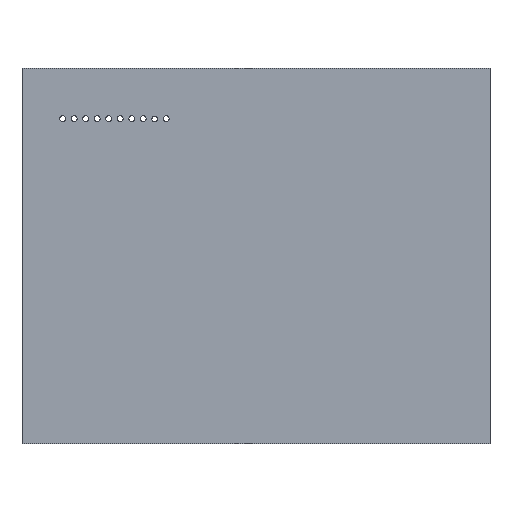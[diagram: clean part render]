
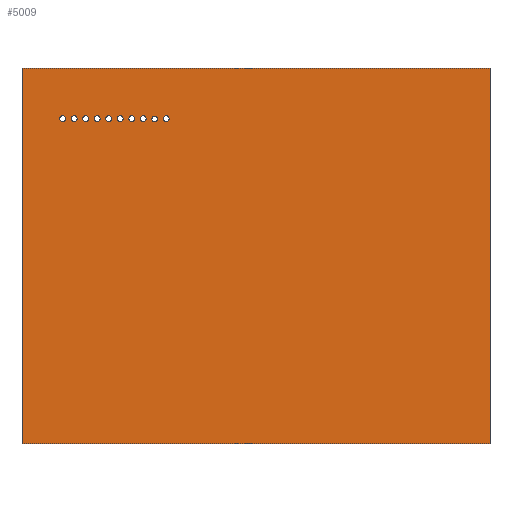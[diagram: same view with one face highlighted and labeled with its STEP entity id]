
A CAD part, top view. The second image highlights one B-rep face of the part: STEP entity #5009.
In plain terms, the highlighted planar face has unit normal (0, 0, 1).
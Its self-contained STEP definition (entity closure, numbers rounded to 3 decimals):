
#37=FACE_BOUND('',#608,.T.);
#38=FACE_BOUND('',#609,.T.);
#39=FACE_BOUND('',#610,.T.);
#40=FACE_BOUND('',#611,.T.);
#41=FACE_BOUND('',#612,.T.);
#42=FACE_BOUND('',#613,.T.);
#43=FACE_BOUND('',#614,.T.);
#44=FACE_BOUND('',#615,.T.);
#45=FACE_BOUND('',#616,.T.);
#46=FACE_BOUND('',#617,.T.);
#118=PLANE('',#5449);
#306=FACE_OUTER_BOUND('',#607,.T.);
#607=EDGE_LOOP('',(#3829,#3830,#3831,#3832));
#608=EDGE_LOOP('',(#3833));
#609=EDGE_LOOP('',(#3834));
#610=EDGE_LOOP('',(#3835));
#611=EDGE_LOOP('',(#3836));
#612=EDGE_LOOP('',(#3837));
#613=EDGE_LOOP('',(#3838));
#614=EDGE_LOOP('',(#3839));
#615=EDGE_LOOP('',(#3840));
#616=EDGE_LOOP('',(#3841));
#617=EDGE_LOOP('',(#3842));
#1050=LINE('',#8099,#1559);
#1063=LINE('',#8125,#1572);
#1064=LINE('',#8126,#1573);
#1065=LINE('',#8127,#1574);
#1559=VECTOR('',#6395,10.);
#1572=VECTOR('',#6412,10.);
#1573=VECTOR('',#6413,10.);
#1574=VECTOR('',#6414,10.);
#2003=CIRCLE('',#5450,0.75);
#2004=CIRCLE('',#5451,0.75);
#2005=CIRCLE('',#5452,0.75);
#2006=CIRCLE('',#5453,0.75);
#2007=CIRCLE('',#5454,0.75);
#2008=CIRCLE('',#5455,0.75);
#2009=CIRCLE('',#5456,0.75);
#2010=CIRCLE('',#5457,0.75);
#2011=CIRCLE('',#5458,0.75);
#2012=CIRCLE('',#5459,0.75);
#2402=VERTEX_POINT('',#8096);
#2403=VERTEX_POINT('',#8098);
#2413=VERTEX_POINT('',#8123);
#2414=VERTEX_POINT('',#8124);
#2415=VERTEX_POINT('',#8128);
#2416=VERTEX_POINT('',#8130);
#2417=VERTEX_POINT('',#8132);
#2418=VERTEX_POINT('',#8134);
#2419=VERTEX_POINT('',#8136);
#2420=VERTEX_POINT('',#8138);
#2421=VERTEX_POINT('',#8140);
#2422=VERTEX_POINT('',#8142);
#2423=VERTEX_POINT('',#8144);
#2424=VERTEX_POINT('',#8146);
#2949=EDGE_CURVE('',#2403,#2402,#1050,.T.);
#2962=EDGE_CURVE('',#2413,#2414,#1063,.T.);
#2963=EDGE_CURVE('',#2414,#2403,#1064,.T.);
#2964=EDGE_CURVE('',#2402,#2413,#1065,.T.);
#2965=EDGE_CURVE('',#2415,#2415,#2003,.T.);
#2966=EDGE_CURVE('',#2416,#2416,#2004,.T.);
#2967=EDGE_CURVE('',#2417,#2417,#2005,.T.);
#2968=EDGE_CURVE('',#2418,#2418,#2006,.T.);
#2969=EDGE_CURVE('',#2419,#2419,#2007,.T.);
#2970=EDGE_CURVE('',#2420,#2420,#2008,.T.);
#2971=EDGE_CURVE('',#2421,#2421,#2009,.T.);
#2972=EDGE_CURVE('',#2422,#2422,#2010,.T.);
#2973=EDGE_CURVE('',#2423,#2423,#2011,.T.);
#2974=EDGE_CURVE('',#2424,#2424,#2012,.T.);
#3829=ORIENTED_EDGE('',*,*,#2962,.T.);
#3830=ORIENTED_EDGE('',*,*,#2963,.T.);
#3831=ORIENTED_EDGE('',*,*,#2949,.T.);
#3832=ORIENTED_EDGE('',*,*,#2964,.T.);
#3833=ORIENTED_EDGE('',*,*,#2965,.T.);
#3834=ORIENTED_EDGE('',*,*,#2966,.T.);
#3835=ORIENTED_EDGE('',*,*,#2967,.T.);
#3836=ORIENTED_EDGE('',*,*,#2968,.T.);
#3837=ORIENTED_EDGE('',*,*,#2969,.T.);
#3838=ORIENTED_EDGE('',*,*,#2970,.T.);
#3839=ORIENTED_EDGE('',*,*,#2971,.T.);
#3840=ORIENTED_EDGE('',*,*,#2972,.T.);
#3841=ORIENTED_EDGE('',*,*,#2973,.T.);
#3842=ORIENTED_EDGE('',*,*,#2974,.T.);
#5009=ADVANCED_FACE('',(#306,#37,#38,#39,#40,#41,#42,#43,#44,#45,#46),#118,
 .T.);
#5449=AXIS2_PLACEMENT_3D('',#8122,#6410,#6411);
#5450=AXIS2_PLACEMENT_3D('',#8129,#6415,#6416);
#5451=AXIS2_PLACEMENT_3D('',#8131,#6417,#6418);
#5452=AXIS2_PLACEMENT_3D('',#8133,#6419,#6420);
#5453=AXIS2_PLACEMENT_3D('',#8135,#6421,#6422);
#5454=AXIS2_PLACEMENT_3D('',#8137,#6423,#6424);
#5455=AXIS2_PLACEMENT_3D('',#8139,#6425,#6426);
#5456=AXIS2_PLACEMENT_3D('',#8141,#6427,#6428);
#5457=AXIS2_PLACEMENT_3D('',#8143,#6429,#6430);
#5458=AXIS2_PLACEMENT_3D('',#8145,#6431,#6432);
#5459=AXIS2_PLACEMENT_3D('',#8147,#6433,#6434);
#6395=DIRECTION('',(-1.,0.,0.));
#6410=DIRECTION('center_axis',(0.,0.,1.));
#6411=DIRECTION('ref_axis',(-1.,0.,0.));
#6412=DIRECTION('',(1.,0.,0.));
#6413=DIRECTION('',(0.,1.,0.));
#6414=DIRECTION('',(0.,-1.,0.));
#6415=DIRECTION('center_axis',(0.,0.,-1.));
#6416=DIRECTION('ref_axis',(-1.,0.,0.));
#6417=DIRECTION('center_axis',(0.,0.,-1.));
#6418=DIRECTION('ref_axis',(-1.,0.,0.));
#6419=DIRECTION('center_axis',(0.,0.,-1.));
#6420=DIRECTION('ref_axis',(-1.,0.,0.));
#6421=DIRECTION('center_axis',(0.,0.,-1.));
#6422=DIRECTION('ref_axis',(-1.,0.,0.));
#6423=DIRECTION('center_axis',(0.,0.,-1.));
#6424=DIRECTION('ref_axis',(-1.,0.,0.));
#6425=DIRECTION('center_axis',(0.,0.,-1.));
#6426=DIRECTION('ref_axis',(-1.,0.,0.));
#6427=DIRECTION('center_axis',(0.,0.,-1.));
#6428=DIRECTION('ref_axis',(-1.,0.,0.));
#6429=DIRECTION('center_axis',(0.,0.,-1.));
#6430=DIRECTION('ref_axis',(-1.,0.,0.));
#6431=DIRECTION('center_axis',(0.,0.,-1.));
#6432=DIRECTION('ref_axis',(-1.,0.,0.));
#6433=DIRECTION('center_axis',(0.,0.,-1.));
#6434=DIRECTION('ref_axis',(-1.,0.,0.));
#8096=CARTESIAN_POINT('',(0.,96.,8.069));
#8098=CARTESIAN_POINT('',(122.,96.,8.069));
#8099=CARTESIAN_POINT('',(0.,96.,8.069));
#8122=CARTESIAN_POINT('Origin',(61.,47.,8.069));
#8123=CARTESIAN_POINT('',(0.,-2.,8.069));
#8124=CARTESIAN_POINT('',(122.,-2.,8.069));
#8125=CARTESIAN_POINT('',(122.,-2.,8.069));
#8126=CARTESIAN_POINT('',(122.,96.,8.069));
#8127=CARTESIAN_POINT('',(0.,-2.,8.069));
#8128=CARTESIAN_POINT('',(24.85,82.8,8.069));
#8129=CARTESIAN_POINT('Origin',(25.6,82.8,8.069));
#8130=CARTESIAN_POINT('',(15.85,82.8,8.069));
#8131=CARTESIAN_POINT('Origin',(16.6,82.8,8.069));
#8132=CARTESIAN_POINT('',(27.85,82.8,8.069));
#8133=CARTESIAN_POINT('Origin',(28.6,82.8,8.069));
#8134=CARTESIAN_POINT('',(30.85,82.8,8.069));
#8135=CARTESIAN_POINT('Origin',(31.6,82.8,8.069));
#8136=CARTESIAN_POINT('',(12.85,82.8,8.069));
#8137=CARTESIAN_POINT('Origin',(13.6,82.8,8.069));
#8138=CARTESIAN_POINT('',(33.85,82.7,8.069));
#8139=CARTESIAN_POINT('Origin',(34.6,82.7,8.069));
#8140=CARTESIAN_POINT('',(21.85,82.8,8.069));
#8141=CARTESIAN_POINT('Origin',(22.6,82.8,8.069));
#8142=CARTESIAN_POINT('',(36.85,82.8,8.069));
#8143=CARTESIAN_POINT('Origin',(37.6,82.8,8.069));
#8144=CARTESIAN_POINT('',(18.85,82.8,8.069));
#8145=CARTESIAN_POINT('Origin',(19.6,82.8,8.069));
#8146=CARTESIAN_POINT('',(9.85,82.8,8.069));
#8147=CARTESIAN_POINT('Origin',(10.6,82.8,8.069));
